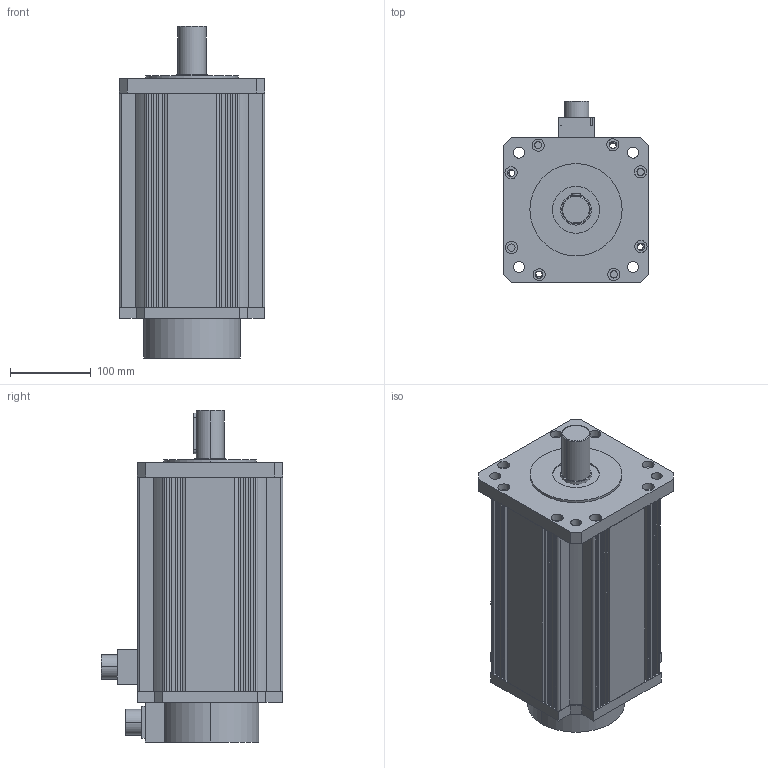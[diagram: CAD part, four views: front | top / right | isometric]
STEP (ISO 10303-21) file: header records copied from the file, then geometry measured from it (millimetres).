
FILE_DESCRIPTION (( 'STEP AP203' ), '1' );
FILE_NAME ('180SFM-C48015-3B1.STEP', '2025-05-09T02:56:59', ( '¼¼Êõ03' ), ( 'HP Inc.' ), 'SwSTEP 2.0', 'SolidWorks 2020', '' );
FILE_SCHEMA (( 'CONFIG_CONTROL_DESIGN' ));
Length unit declared in the file: millimetre
Products named in the file (1): 180SFM-C48015-3B1
Bounding box: 180 x 224.92 x 411 mm (x, y, z)
Volume: 3150709.2 mm3; surface area: 647522.2 mm2
Topology: 8 solids, 8 shells, 400 faces, 1022 edges, 674 vertices
Faces by surface type: plane 235, cylinder 155, cone 8, bspline 2
Entity records: 12331 total; most frequent: CARTESIAN_POINT 2210, DIRECTION 2116, ORIENTED_EDGE 2028, EDGE_CURVE 1014, AXIS2_PLACEMENT_3D 708, VECTOR 700, LINE 700, VERTEX_POINT 674
